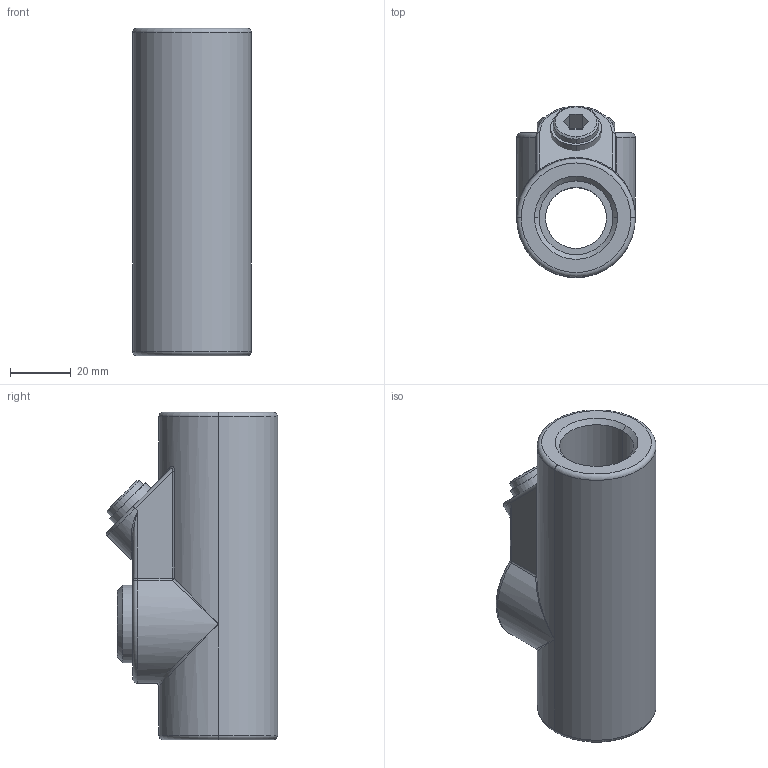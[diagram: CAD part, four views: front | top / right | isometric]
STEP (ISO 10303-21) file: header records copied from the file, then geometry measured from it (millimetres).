
FILE_DESCRIPTION (( 'STEP AP214' ), '1' );
FILE_NAME ('ENY-2.step', '2016-03-09T20:24:01', ( '' ), ( '' ), 'SwSTEP 2.0', 'SolidWorks 2015', '' );
FILE_SCHEMA (( 'AUTOMOTIVE_DESIGN' ));
Length unit declared in the file: inch
Products named in the file (1): ENY-2
Bounding box: 39 x 56.2 x 107.5 mm (x, y, z)
Volume: 76106 mm3; surface area: 32918.2 mm2
Topology: 3 solids, 3 shells, 118 faces, 274 edges, 160 vertices
Faces by surface type: cylinder 52, plane 35, bspline 12, cone 10, torus 7, sphere 2
Entity records: 4164 total; most frequent: CARTESIAN_POINT 1264, DIRECTION 549, ORIENTED_EDGE 532, EDGE_CURVE 266, AXIS2_PLACEMENT_3D 215, VERTEX_POINT 160, EDGE_LOOP 130, LINE 119
